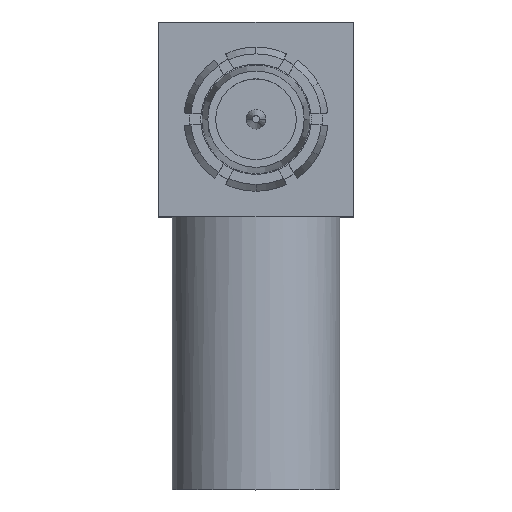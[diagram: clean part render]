
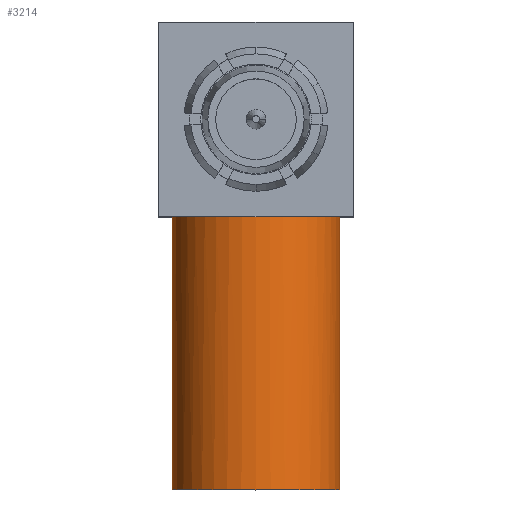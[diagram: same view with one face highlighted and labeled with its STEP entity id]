
A CAD part, top view. The second image highlights one B-rep face of the part: STEP entity #3214.
In plain terms, the highlighted cylindrical face has radius 2.15 mm (diameter 4.3 mm), a partial arc.
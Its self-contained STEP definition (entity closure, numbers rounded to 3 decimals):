
#30 = VERTEX_POINT ( 'NONE', #5439 ) ;
#61 = AXIS2_PLACEMENT_3D ( 'NONE', #5522, #2316, #6052 ) ;
#66 = DIRECTION ( 'NONE',  ( 0., 1., 0. ) ) ;
#108 = VERTEX_POINT ( 'NONE', #2179 ) ;
#531 = CARTESIAN_POINT ( 'NONE',  ( 0., -2.5, -6. ) ) ;
#718 = VECTOR ( 'NONE', #2481, 1000. ) ;
#888 = LINE ( 'NONE', #1935, #718 ) ;
#970 = ORIENTED_EDGE ( 'NONE', *, *, #3184, .F. ) ;
#1080 = DIRECTION ( 'NONE',  ( 1., 0., 0. ) ) ;
#1089 = CARTESIAN_POINT ( 'NONE',  ( -2.15, -10.461, -6. ) ) ;
#1129 = ORIENTED_EDGE ( 'NONE', *, *, #1764, .F. ) ;
#1477 = CARTESIAN_POINT ( 'NONE',  ( 2.15, -9.5, -6. ) ) ;
#1478 = CIRCLE ( 'NONE', #2678, 2.15 ) ;
#1615 = DIRECTION ( 'NONE',  ( 0., -1., 0. ) ) ;
#1664 = CIRCLE ( 'NONE', #6914, 2.15 ) ;
#1764 = EDGE_CURVE ( 'NONE', #6387, #108, #6794, .T. ) ;
#1872 = FACE_OUTER_BOUND ( 'NONE', #2545, .T. ) ;
#1910 = CARTESIAN_POINT ( 'NONE',  ( -2.15, -2.5, -6. ) ) ;
#1935 = CARTESIAN_POINT ( 'NONE',  ( 2.15, -10.461, -6. ) ) ;
#2001 = LINE ( 'NONE', #1089, #4710 ) ;
#2179 = CARTESIAN_POINT ( 'NONE',  ( -1.316, -2.5, -4.3 ) ) ;
#2316 = DIRECTION ( 'NONE',  ( 0., 1., 0. ) ) ;
#2342 = EDGE_CURVE ( 'NONE', #6387, #6255, #2001, .T. ) ;
#2377 = DIRECTION ( 'NONE',  ( 0., -1., 0. ) ) ;
#2481 = DIRECTION ( 'NONE',  ( 0., -1., 0. ) ) ;
#2545 = EDGE_LOOP ( 'NONE', ( #1129, #6572, #970, #4029, #5657, #3503 ) ) ;
#2627 = CYLINDRICAL_SURFACE ( 'NONE', #5698, 2.15 ) ;
#2678 = AXIS2_PLACEMENT_3D ( 'NONE', #531, #4298, #1080 ) ;
#3086 = DIRECTION ( 'NONE',  ( 1., 0., 0. ) ) ;
#3184 = EDGE_CURVE ( 'NONE', #4190, #6255, #6149, .T. ) ;
#3185 = AXIS2_PLACEMENT_3D ( 'NONE', #5596, #2377, #6119 ) ;
#3214 = ADVANCED_FACE ( 'NONE', ( #1872 ), #2627, .T. ) ;
#3267 = CARTESIAN_POINT ( 'NONE',  ( 0., -2.5, -6. ) ) ;
#3323 = VERTEX_POINT ( 'NONE', #3695 ) ;
#3464 = CARTESIAN_POINT ( 'NONE',  ( 0., -10.461, -6. ) ) ;
#3503 = ORIENTED_EDGE ( 'NONE', *, *, #5301, .T. ) ;
#3695 = CARTESIAN_POINT ( 'NONE',  ( 2.15, -2.5, -6. ) ) ;
#3791 = EDGE_CURVE ( 'NONE', #3323, #4190, #888, .T. ) ;
#3831 = DIRECTION ( 'NONE',  ( 0., 0., 1. ) ) ;
#4028 = DIRECTION ( 'NONE',  ( 0., -1., 0. ) ) ;
#4029 = ORIENTED_EDGE ( 'NONE', *, *, #3791, .F. ) ;
#4190 = VERTEX_POINT ( 'NONE', #1477 ) ;
#4298 = DIRECTION ( 'NONE',  ( 0., -1., 0. ) ) ;
#4379 = EDGE_CURVE ( 'NONE', #30, #3323, #1664, .T. ) ;
#4710 = VECTOR ( 'NONE', #1615, 1000. ) ;
#5301 = EDGE_CURVE ( 'NONE', #30, #108, #1478, .T. ) ;
#5439 = CARTESIAN_POINT ( 'NONE',  ( 1.316, -2.5, -4.3 ) ) ;
#5522 = CARTESIAN_POINT ( 'NONE',  ( 0., -2.5, -6. ) ) ;
#5596 = CARTESIAN_POINT ( 'NONE',  ( 0., -9.5, -6. ) ) ;
#5657 = ORIENTED_EDGE ( 'NONE', *, *, #4379, .F. ) ;
#5698 = AXIS2_PLACEMENT_3D ( 'NONE', #3464, #4028, #3086 ) ;
#6052 = DIRECTION ( 'NONE',  ( 0., 0., 1. ) ) ;
#6119 = DIRECTION ( 'NONE',  ( 1., 0., 0. ) ) ;
#6149 = CIRCLE ( 'NONE', #3185, 2.15 ) ;
#6255 = VERTEX_POINT ( 'NONE', #6520 ) ;
#6387 = VERTEX_POINT ( 'NONE', #1910 ) ;
#6520 = CARTESIAN_POINT ( 'NONE',  ( -2.15, -9.5, -6. ) ) ;
#6572 = ORIENTED_EDGE ( 'NONE', *, *, #2342, .T. ) ;
#6794 = CIRCLE ( 'NONE', #61, 2.15 ) ;
#6914 = AXIS2_PLACEMENT_3D ( 'NONE', #3267, #66, #3831 ) ;
